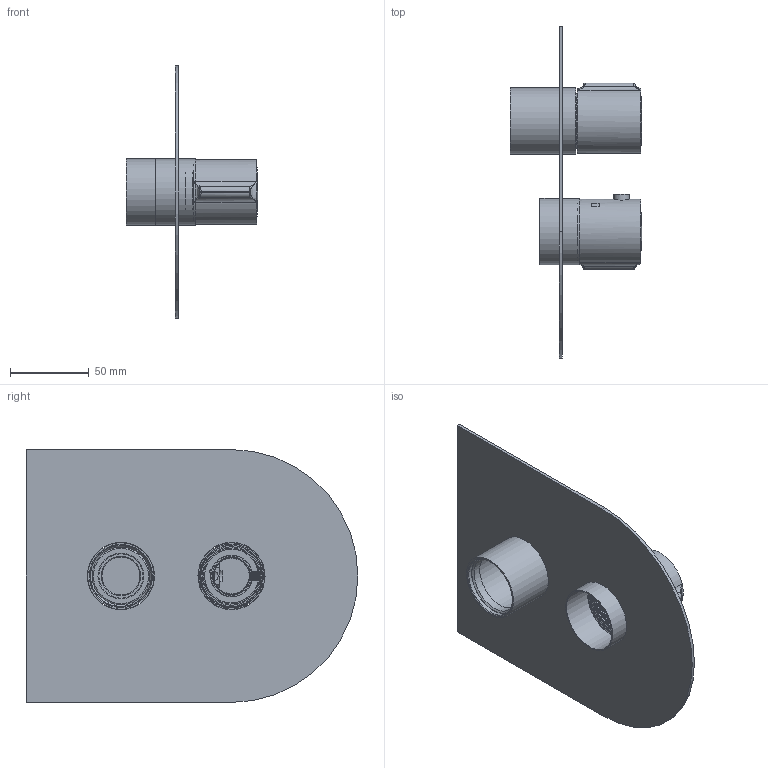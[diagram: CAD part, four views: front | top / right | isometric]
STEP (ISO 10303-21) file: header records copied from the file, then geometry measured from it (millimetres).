
FILE_DESCRIPTION (( 'STEP AP203' ), '1' );
FILE_NAME ('21DP03781.STEP', '2021-03-22T10:59:19', ( '' ), ( '' ), 'SwSTEP 2.0', 'SolidWorks 2018', '' );
FILE_SCHEMA (( 'CONFIG_CONTROL_DESIGN' ));
Length unit declared in the file: millimetre
Products named in the file (1): 21DP03781
Bounding box: 83.25 x 210 x 160 mm (x, y, z)
Volume: 117445.6 mm3; surface area: 116171.3 mm2
Topology: 11 solids, 11 shells, 497 faces, 1317 edges, 869 vertices
Faces by surface type: plane 217, cylinder 198, bspline 38, cone 34, torus 6, sphere 4
Full cylindrical faces by diameter (mm): 3.1 x2, 3.3 x1, 4.15 x1, 4.65 x1, 5.8 x7, 9.8 x2, 10.1 x1, 24 x1, 24.4 x1, 25.599 x2, 28 x1, 28.599 x2, 30.999 x2, 31.599 x2, 32 x1, 33.5 x1, 34 x1, 35 x1, 35.5 x1, 35.8 x1, 36.5 x1, 36.9 x1, 39 x2, 40.5 x2, 41 x2, 42 x2, 42.5 x2
Entity records: 19566 total; most frequent: CARTESIAN_POINT 7825, DIRECTION 2386, ORIENTED_EDGE 2382, EDGE_CURVE 1191, AXIS2_PLACEMENT_3D 874, VERTEX_POINT 830, VECTOR 638, LINE 638
